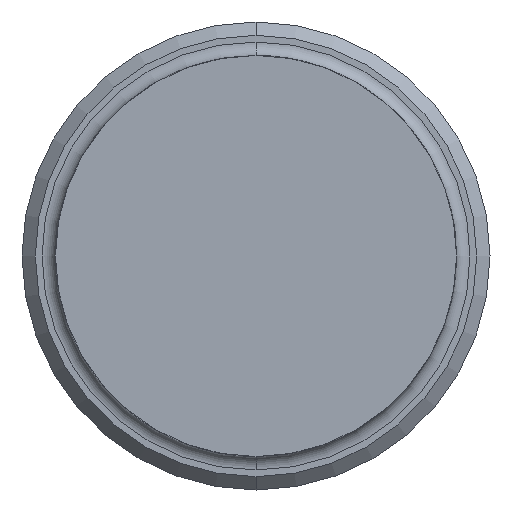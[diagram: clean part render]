
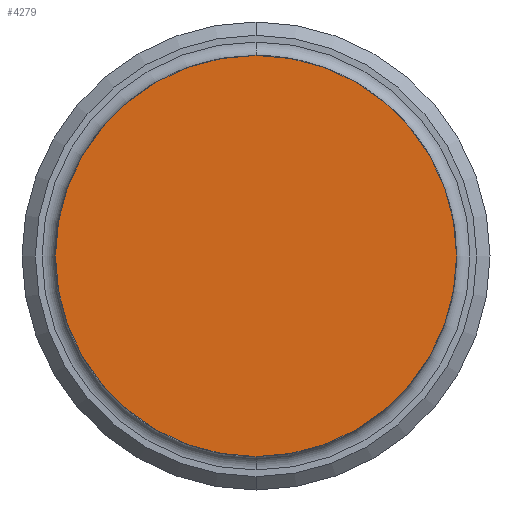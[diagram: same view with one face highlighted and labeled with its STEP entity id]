
A CAD part, front view. The second image highlights one B-rep face of the part: STEP entity #4279.
In plain terms, the highlighted planar face has unit normal (0, -1, 0).
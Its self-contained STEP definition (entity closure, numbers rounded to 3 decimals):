
#867 = DIRECTION ( 'NONE',  ( 0., 0., 1. ) ) ;
#1051 = DIRECTION ( 'NONE',  ( 0., 1., 0. ) ) ;
#1111 = VERTEX_POINT ( 'NONE', #1985 ) ;
#1530 = AXIS2_PLACEMENT_3D ( 'NONE', #6185, #1051, #10982 ) ;
#1613 = VERTEX_POINT ( 'NONE', #3148 ) ;
#1985 = CARTESIAN_POINT ( 'NONE',  ( 0., 0., 15. ) ) ;
#2058 = CIRCLE ( 'NONE', #10444, 15. ) ;
#2067 = DIRECTION ( 'NONE',  ( 0., 1., 0. ) ) ;
#2334 = CIRCLE ( 'NONE', #9457, 15. ) ;
#3148 = CARTESIAN_POINT ( 'NONE',  ( 0., 0., -15. ) ) ;
#3153 = PLANE ( 'NONE',  #1530 ) ;
#4266 = FACE_OUTER_BOUND ( 'NONE', #11753, .T. ) ;
#4279 = ADVANCED_FACE ( 'NONE', ( #4266 ), #3153, .F. ) ;
#5348 = EDGE_CURVE ( 'NONE', #1613, #1111, #2334, .T. ) ;
#6185 = CARTESIAN_POINT ( 'NONE',  ( 0., 0., 0. ) ) ;
#7369 = DIRECTION ( 'NONE',  ( 0., 1., 0. ) ) ;
#9235 = ORIENTED_EDGE ( 'NONE', *, *, #11998, .F. ) ;
#9279 = ORIENTED_EDGE ( 'NONE', *, *, #5348, .F. ) ;
#9457 = AXIS2_PLACEMENT_3D ( 'NONE', #10136, #7369, #11385 ) ;
#10136 = CARTESIAN_POINT ( 'NONE',  ( 0., 0., 0. ) ) ;
#10444 = AXIS2_PLACEMENT_3D ( 'NONE', #11000, #2067, #867 ) ;
#10982 = DIRECTION ( 'NONE',  ( 0., 0., 1. ) ) ;
#11000 = CARTESIAN_POINT ( 'NONE',  ( 0., 0., 0. ) ) ;
#11385 = DIRECTION ( 'NONE',  ( 0., 0., 1. ) ) ;
#11753 = EDGE_LOOP ( 'NONE', ( #9235, #9279 ) ) ;
#11998 = EDGE_CURVE ( 'NONE', #1111, #1613, #2058, .T. ) ;
